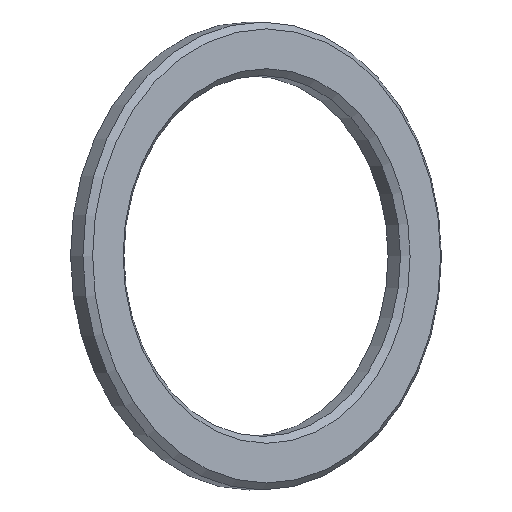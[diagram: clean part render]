
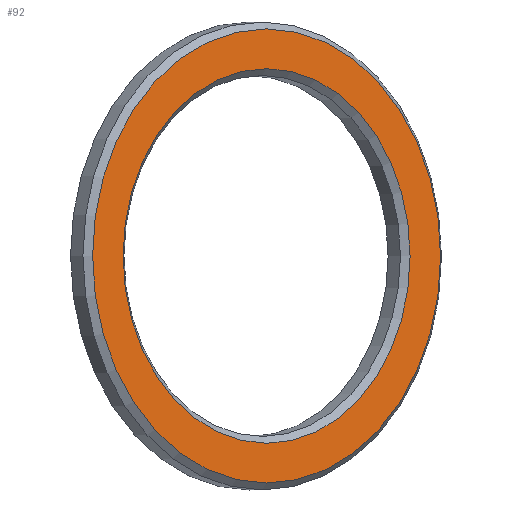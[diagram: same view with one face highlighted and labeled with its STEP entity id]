
A CAD part, top view. The second image highlights one B-rep face of the part: STEP entity #92.
In plain terms, the highlighted planar face has unit normal (0.643, 0, 0.766).
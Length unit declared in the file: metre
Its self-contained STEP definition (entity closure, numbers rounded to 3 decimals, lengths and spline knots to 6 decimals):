
#18=ORIENTED_EDGE('',*,*,#34,.T.);
#19=ORIENTED_EDGE('',*,*,#35,.T.);
#34=EDGE_CURVE('',#42,#42,#50,.F.);
#35=EDGE_CURVE('',#43,#43,#51,.T.);
#42=VERTEX_POINT('',#166);
#43=VERTEX_POINT('',#168);
#50=CIRCLE('',#114,0.008275);
#51=CIRCLE('',#115,0.006825);
#58=EDGE_LOOP('',(#18));
#59=EDGE_LOOP('',(#19));
#74=FACE_BOUND('',#58,.T.);
#75=FACE_BOUND('',#59,.T.);
#90=PLANE('',#113);
#92=ADVANCED_FACE('',(#74,#75),#90,.F.);
#113=AXIS2_PLACEMENT_3D('',#164,#131,#132);
#114=AXIS2_PLACEMENT_3D('',#165,#133,#134);
#115=AXIS2_PLACEMENT_3D('',#167,#135,#136);
#131=DIRECTION('',(-0.643,0.,-0.766));
#132=DIRECTION('',(0.766,0.,-0.643));
#133=DIRECTION('',(-0.643,0.,-0.766));
#134=DIRECTION('',(-0.766,0.,0.643));
#135=DIRECTION('',(-0.643,0.,-0.766));
#136=DIRECTION('',(-0.766,0.,0.643));
#164=CARTESIAN_POINT('',(0.012541,-0.00334,0.015123));
#165=CARTESIAN_POINT('',(0.012541,-0.00334,0.015123));
#166=CARTESIAN_POINT('',(0.006202,-0.00334,0.020442));
#167=CARTESIAN_POINT('',(0.012541,-0.00334,0.015123));
#168=CARTESIAN_POINT('',(0.007312,-0.00334,0.01951));
